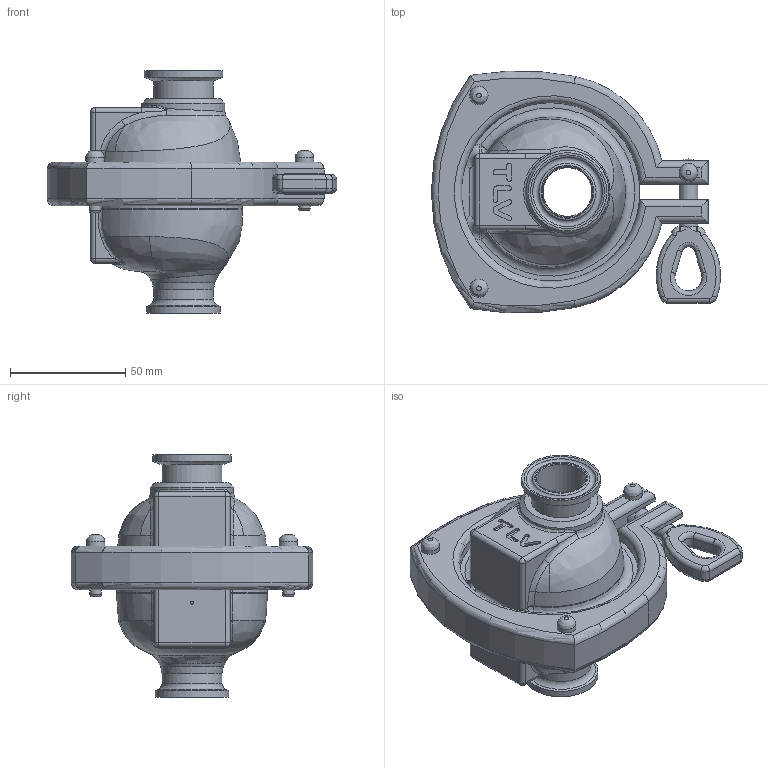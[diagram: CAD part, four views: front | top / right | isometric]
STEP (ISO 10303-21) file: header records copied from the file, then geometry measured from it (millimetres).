
FILE_DESCRIPTION((''),'2;1');
FILE_NAME('ss3e0-020-clamp-00.stp','2014-05-10T12:53:23',('akifuji'),(''),'Autodesk Inventor 2012','Autodesk Inventor 2012','');
FILE_SCHEMA(('AUTOMOTIVE_DESIGN { 1 0 10303 214 1 1 1 1 }'));
Length unit declared in the file: millimetre
Products named in the file (1): ss3e0-020-clamp-00
Bounding box: 125.47 x 104.68 x 105 mm (x, y, z)
Volume: 294342 mm3; surface area: 51255.7 mm2
Topology: 1 solids, 1 shells, 267 faces, 632 edges, 372 vertices
Faces by surface type: cylinder 84, plane 71, bspline 56, torus 46, sphere 5, cone 5
Full cylindrical faces by diameter (mm): 5 x3, 8 x4, 21.3 x1, 26 x2, 32 x1, 34 x1, 36 x1
Entity records: 9840 total; most frequent: CARTESIAN_POINT 4120, ORIENTED_EDGE 1168, DIRECTION 1150, EDGE_CURVE 584, AXIS2_PLACEMENT_3D 477, VERTEX_POINT 364, EDGE_LOOP 318, FACE_OUTER_BOUND 267
